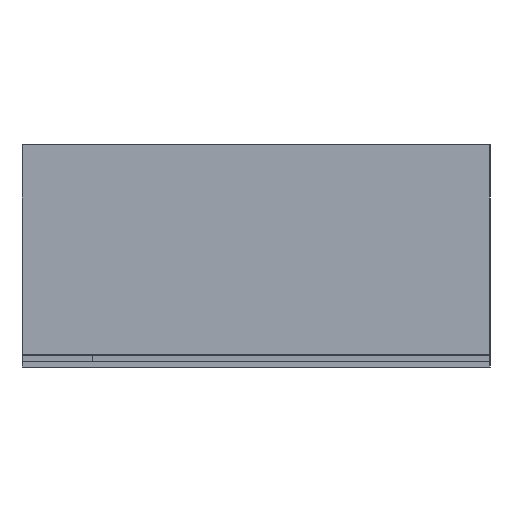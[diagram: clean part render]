
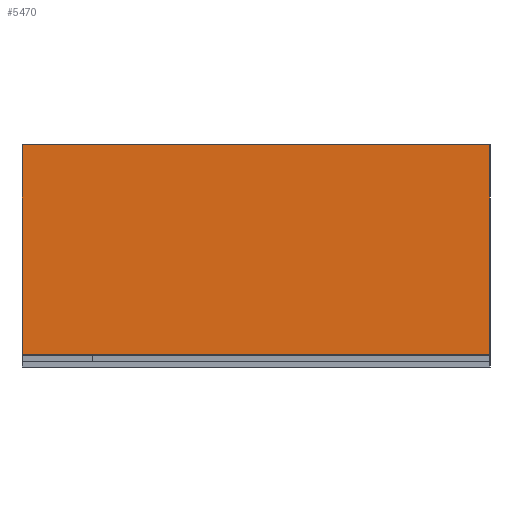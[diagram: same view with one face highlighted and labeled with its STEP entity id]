
A CAD part, left-side view. The second image highlights one B-rep face of the part: STEP entity #5470.
In plain terms, the highlighted planar face has unit normal (-1, 0, 0).
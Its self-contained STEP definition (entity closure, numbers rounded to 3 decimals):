
#5301 = PLANE('',#5302);
#5302 = AXIS2_PLACEMENT_3D('',#5303,#5304,#5305);
#5303 = CARTESIAN_POINT('',(-0.5,20.,0.));
#5304 = DIRECTION('',(0.,1.,0.));
#5305 = DIRECTION('',(1.,0.,0.));
#5329 = PLANE('',#5330);
#5330 = AXIS2_PLACEMENT_3D('',#5331,#5332,#5333);
#5331 = CARTESIAN_POINT('',(0.5,20.,18.));
#5332 = DIRECTION('',(0.,0.,1.));
#5333 = DIRECTION('',(1.,0.,0.));
#5357 = PLANE('',#5358);
#5358 = AXIS2_PLACEMENT_3D('',#5359,#5360,#5361);
#5359 = CARTESIAN_POINT('',(0.5,-20.,0.));
#5360 = DIRECTION('',(0.,-1.,0.));
#5361 = DIRECTION('',(-1.,0.,0.));
#5383 = PLANE('',#5384);
#5384 = AXIS2_PLACEMENT_3D('',#5385,#5386,#5387);
#5385 = CARTESIAN_POINT('',(0.5,20.,0.));
#5386 = DIRECTION('',(0.,0.,1.));
#5387 = DIRECTION('',(1.,0.,0.));
#5400 = VERTEX_POINT('',#5401);
#5401 = CARTESIAN_POINT('',(-0.5,-20.,18.));
#5422 = EDGE_CURVE('',#5423,#5400,#5425,.T.);
#5423 = VERTEX_POINT('',#5424);
#5424 = CARTESIAN_POINT('',(-0.5,-20.,0.));
#5425 = SURFACE_CURVE('',#5426,(#5430,#5437),.PCURVE_S1.);
#5426 = LINE('',#5427,#5428);
#5427 = CARTESIAN_POINT('',(-0.5,-20.,0.));
#5428 = VECTOR('',#5429,1.);
#5429 = DIRECTION('',(0.,0.,1.));
#5430 = PCURVE('',#5357,#5431);
#5431 = DEFINITIONAL_REPRESENTATION('',(#5432),#5436);
#5432 = LINE('',#5433,#5434);
#5433 = CARTESIAN_POINT('',(1.,0.));
#5434 = VECTOR('',#5435,1.);
#5435 = DIRECTION('',(0.,-1.));
#5436 = ( GEOMETRIC_REPRESENTATION_CONTEXT(2) 
PARAMETRIC_REPRESENTATION_CONTEXT() REPRESENTATION_CONTEXT('2D SPACE',''
  ) );
#5437 = PCURVE('',#5438,#5443);
#5438 = PLANE('',#5439);
#5439 = AXIS2_PLACEMENT_3D('',#5440,#5441,#5442);
#5440 = CARTESIAN_POINT('',(-0.5,-20.,0.));
#5441 = DIRECTION('',(-1.,0.,0.));
#5442 = DIRECTION('',(0.,1.,0.));
#5443 = DEFINITIONAL_REPRESENTATION('',(#5444),#5448);
#5444 = LINE('',#5445,#5446);
#5445 = CARTESIAN_POINT('',(0.,0.));
#5446 = VECTOR('',#5447,1.);
#5447 = DIRECTION('',(0.,-1.));
#5448 = ( GEOMETRIC_REPRESENTATION_CONTEXT(2) 
PARAMETRIC_REPRESENTATION_CONTEXT() REPRESENTATION_CONTEXT('2D SPACE',''
  ) );
#5470 = ADVANCED_FACE('',(#5471),#5438,.T.);
#5471 = FACE_BOUND('',#5472,.T.);
#5472 = EDGE_LOOP('',(#5473,#5474,#5497,#5520));
#5473 = ORIENTED_EDGE('',*,*,#5422,.T.);
#5474 = ORIENTED_EDGE('',*,*,#5475,.T.);
#5475 = EDGE_CURVE('',#5400,#5476,#5478,.T.);
#5476 = VERTEX_POINT('',#5477);
#5477 = CARTESIAN_POINT('',(-0.5,20.,18.));
#5478 = SURFACE_CURVE('',#5479,(#5483,#5490),.PCURVE_S1.);
#5479 = LINE('',#5480,#5481);
#5480 = CARTESIAN_POINT('',(-0.5,-20.,18.));
#5481 = VECTOR('',#5482,1.);
#5482 = DIRECTION('',(0.,1.,0.));
#5483 = PCURVE('',#5438,#5484);
#5484 = DEFINITIONAL_REPRESENTATION('',(#5485),#5489);
#5485 = LINE('',#5486,#5487);
#5486 = CARTESIAN_POINT('',(0.,-18.));
#5487 = VECTOR('',#5488,1.);
#5488 = DIRECTION('',(1.,0.));
#5489 = ( GEOMETRIC_REPRESENTATION_CONTEXT(2) 
PARAMETRIC_REPRESENTATION_CONTEXT() REPRESENTATION_CONTEXT('2D SPACE',''
  ) );
#5490 = PCURVE('',#5329,#5491);
#5491 = DEFINITIONAL_REPRESENTATION('',(#5492),#5496);
#5492 = LINE('',#5493,#5494);
#5493 = CARTESIAN_POINT('',(-1.,-40.));
#5494 = VECTOR('',#5495,1.);
#5495 = DIRECTION('',(0.,1.));
#5496 = ( GEOMETRIC_REPRESENTATION_CONTEXT(2) 
PARAMETRIC_REPRESENTATION_CONTEXT() REPRESENTATION_CONTEXT('2D SPACE',''
  ) );
#5497 = ORIENTED_EDGE('',*,*,#5498,.F.);
#5498 = EDGE_CURVE('',#5499,#5476,#5501,.T.);
#5499 = VERTEX_POINT('',#5500);
#5500 = CARTESIAN_POINT('',(-0.5,20.,0.));
#5501 = SURFACE_CURVE('',#5502,(#5506,#5513),.PCURVE_S1.);
#5502 = LINE('',#5503,#5504);
#5503 = CARTESIAN_POINT('',(-0.5,20.,0.));
#5504 = VECTOR('',#5505,1.);
#5505 = DIRECTION('',(0.,0.,1.));
#5506 = PCURVE('',#5438,#5507);
#5507 = DEFINITIONAL_REPRESENTATION('',(#5508),#5512);
#5508 = LINE('',#5509,#5510);
#5509 = CARTESIAN_POINT('',(40.,0.));
#5510 = VECTOR('',#5511,1.);
#5511 = DIRECTION('',(0.,-1.));
#5512 = ( GEOMETRIC_REPRESENTATION_CONTEXT(2) 
PARAMETRIC_REPRESENTATION_CONTEXT() REPRESENTATION_CONTEXT('2D SPACE',''
  ) );
#5513 = PCURVE('',#5301,#5514);
#5514 = DEFINITIONAL_REPRESENTATION('',(#5515),#5519);
#5515 = LINE('',#5516,#5517);
#5516 = CARTESIAN_POINT('',(0.,0.));
#5517 = VECTOR('',#5518,1.);
#5518 = DIRECTION('',(0.,-1.));
#5519 = ( GEOMETRIC_REPRESENTATION_CONTEXT(2) 
PARAMETRIC_REPRESENTATION_CONTEXT() REPRESENTATION_CONTEXT('2D SPACE',''
  ) );
#5520 = ORIENTED_EDGE('',*,*,#5521,.F.);
#5521 = EDGE_CURVE('',#5423,#5499,#5522,.T.);
#5522 = SURFACE_CURVE('',#5523,(#5527,#5534),.PCURVE_S1.);
#5523 = LINE('',#5524,#5525);
#5524 = CARTESIAN_POINT('',(-0.5,-20.,0.));
#5525 = VECTOR('',#5526,1.);
#5526 = DIRECTION('',(0.,1.,0.));
#5527 = PCURVE('',#5438,#5528);
#5528 = DEFINITIONAL_REPRESENTATION('',(#5529),#5533);
#5529 = LINE('',#5530,#5531);
#5530 = CARTESIAN_POINT('',(0.,0.));
#5531 = VECTOR('',#5532,1.);
#5532 = DIRECTION('',(1.,0.));
#5533 = ( GEOMETRIC_REPRESENTATION_CONTEXT(2) 
PARAMETRIC_REPRESENTATION_CONTEXT() REPRESENTATION_CONTEXT('2D SPACE',''
  ) );
#5534 = PCURVE('',#5383,#5535);
#5535 = DEFINITIONAL_REPRESENTATION('',(#5536),#5540);
#5536 = LINE('',#5537,#5538);
#5537 = CARTESIAN_POINT('',(-1.,-40.));
#5538 = VECTOR('',#5539,1.);
#5539 = DIRECTION('',(0.,1.));
#5540 = ( GEOMETRIC_REPRESENTATION_CONTEXT(2) 
PARAMETRIC_REPRESENTATION_CONTEXT() REPRESENTATION_CONTEXT('2D SPACE',''
  ) );
